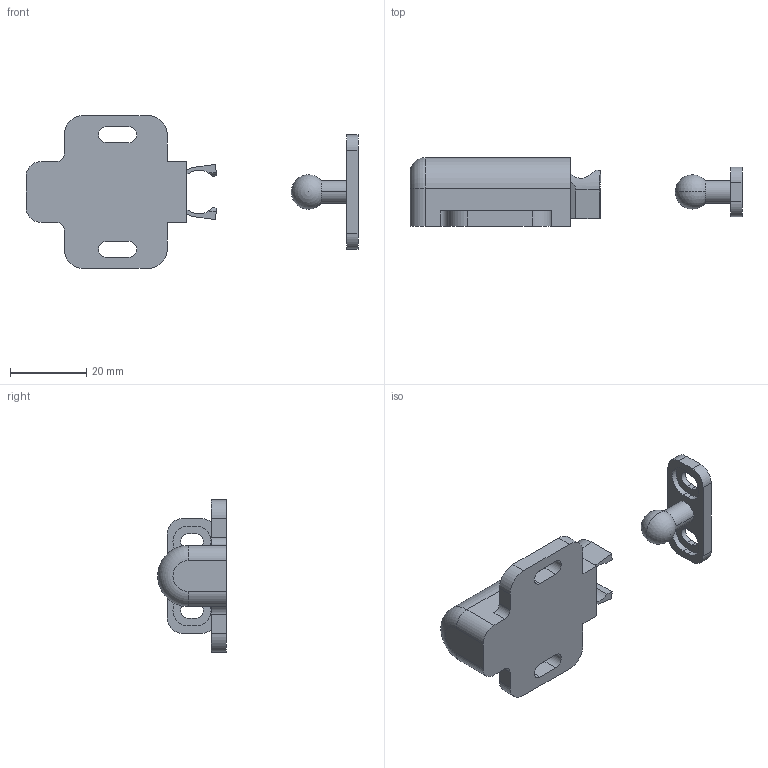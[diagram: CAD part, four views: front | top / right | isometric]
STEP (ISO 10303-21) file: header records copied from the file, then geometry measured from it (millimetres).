
FILE_DESCRIPTION (( 'STEP AP203' ), '1' );
FILE_NAME ('C-541-B.STEP', '2018-06-05T06:21:32', ( '' ), ( '' ), 'SwSTEP 2.0', 'SolidWorks 2014', '' );
FILE_SCHEMA (( 'CONFIG_CONTROL_DESIGN' ));
Length unit declared in the file: millimetre
Products named in the file (4): C-541-B; C-541_受け_; C-541-B_スライダー_; C-541_本体_
Assembly tree (3 placements, depth 2):
  C-541-B
    C-541_本体_
    C-541_受け_
    C-541-B_スライダー_
Bounding box: 87 x 18 x 40 mm (x, y, z)
Volume: 11592.4 mm3; surface area: 9718.2 mm2
Topology: 3 solids, 3 shells, 100 faces, 274 edges, 182 vertices
Faces by surface type: plane 56, cylinder 41, sphere 2, torus 1
Entity records: 3672 total; most frequent: CARTESIAN_POINT 700, DIRECTION 542, ORIENTED_EDGE 538, EDGE_CURVE 269, AXIS2_PLACEMENT_3D 185, VERTEX_POINT 179, VECTOR 172, LINE 172
